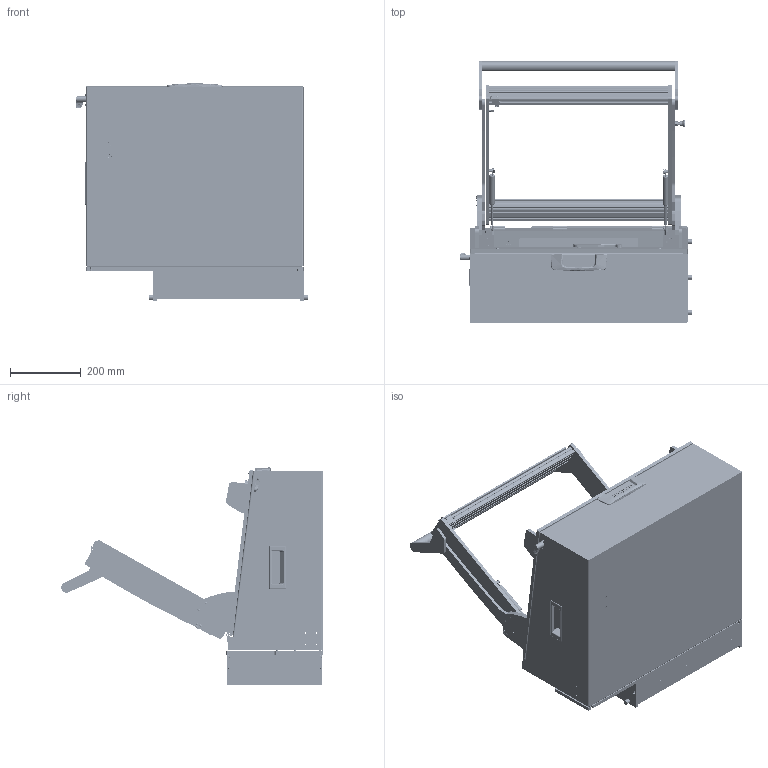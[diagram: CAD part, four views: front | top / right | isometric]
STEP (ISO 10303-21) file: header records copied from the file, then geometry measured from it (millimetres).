
FILE_DESCRIPTION (( 'STEP AP214' ), '1' );
FILE_NAME ('INGUN_49480_open.STEP', '2021-03-02T13:15:41', ( '' ), ( '' ), 'SwSTEP 2.0', 'SolidWorks 2018', '' );
FILE_SCHEMA (( 'AUTOMOTIVE_DESIGN' ));
Length unit declared in the file: millimetre
Products named in the file (115): 57801~2_S; 30984~0_S; DIN985-A2~n_M05,0; 48727~1_S; 30955~0_S; DIN7991~n_M05,0x025; ISO7380~n_M04,0x008; 37188~1_S; DIN125~n_04,3 M04,0; 32610~1_S; 8804~0; 32578~1_S; 38827~0_S; 32171~0_S; 110231~1_S; K_02037~0_Standard ohne Dyn Punkt<Standard>; 32462~0_S; 109128~0_offen <S>; 37790~9_KUNDE offen<S>; 37972~6_S; 30112~0; ISO7380~n_M05,0x020; 20901_01~0; 40512~7_KUNDE<S>; 31446~15_KUNDE<S>; 32700~3_KUNDE offen ohne RW & GF<S>; DIN7991~n_M05,0x016; 20901~0_Abstand 296<Standard>; 31194~0; 39689~0_S; 30915~0; 31444~14_KUNDE<S>; 47523~0_S; 20901~0_ohne Schiebeteil<Standard>; 109952~0_KUNDE<S>; 110443~0_S; DIN6325~n_03,0m6x010; 35651~1_S; 30758~0_S; DIN6325~n_04,0m6x012 ...
Assembly tree (269 placements, depth 6):
  INGUN_49480_open
    32700~3_KUNDE offen ohne RW & GF<S>
      32730~5_ohne RW und GF<S>
        32727~9
        30758~0_S  x2
          30758_01~0_S
          30758_02~0_S
        20902~0
        DIN985-A2~n_M05,0  x3
        DIN7991~n_M05,0x012  x2
        32462~0_S
        DIN7991~n_M05,0x016
        8804~0
        DIN125~n_05,3 M05,0 Fase  x2
        20901~0_Abstand 296<Standard>
          20901~0_ohne Schiebeteil<Standard>
          20901_01~0
        53032~0_S
        32171~0_S
        29805~4_geschlossen<S>
          110322~4_S
          110705~1_S
          30984~0_S
          110231~1_S
          110443~0_S
          30112~0
          ISO7380~n_M05,0x030
          ISO7380~n_M04,0x008  x2
          DIN914~n_M04,0x05
        ISO7380~n_M04,0x012  x3
        35334~0_S
      37790~9_KUNDE offen<S>
        109771~0_offen<S>
          38001~12
          37968~2_S
          37971~8_S
          37972~6_S
          2281~0_180ø<Standard>  x3
            2281~0
          37188~1_S  x3
          53031~0_S
          35649~1_S
          35651~1_S
          31253~0_S
          30955~0_S
          30915~0
          ASR~-a-s-r_拱04,2x07x拌8  x2
          2528~0  x2
          31109~0
          37973~3_S
          38827~0_S
          31666~1_S
          48727~1_S
            48726~2_S
            DIN6325~n_04,0m6x012
            48565~1_S
            DIN912~n_M04,0x020  x2
            DIN125~n_06,4 M06,0 Fase
            DIN125~n_04,3 M04,0  x2
            49317~0
Bounding box: 658.65 x 741.27 x 616.27 mm (x, y, z)
Volume: 8944806.9 mm3; surface area: 4412949 mm2
Topology: 262 solids, 262 shells, 7383 faces, 18412 edges, 11740 vertices
Faces by surface type: cylinder 3400, plane 2581, cone 977, bspline 234, sphere 100, torus 91
Entity records: 148722 total; most frequent: CARTESIAN_POINT 33168, DIRECTION 23323, ORIENTED_EDGE 21196, EDGE_CURVE 10598, AXIS2_PLACEMENT_3D 8852, VERTEX_POINT 6853, VECTOR 5619, LINE 5619
